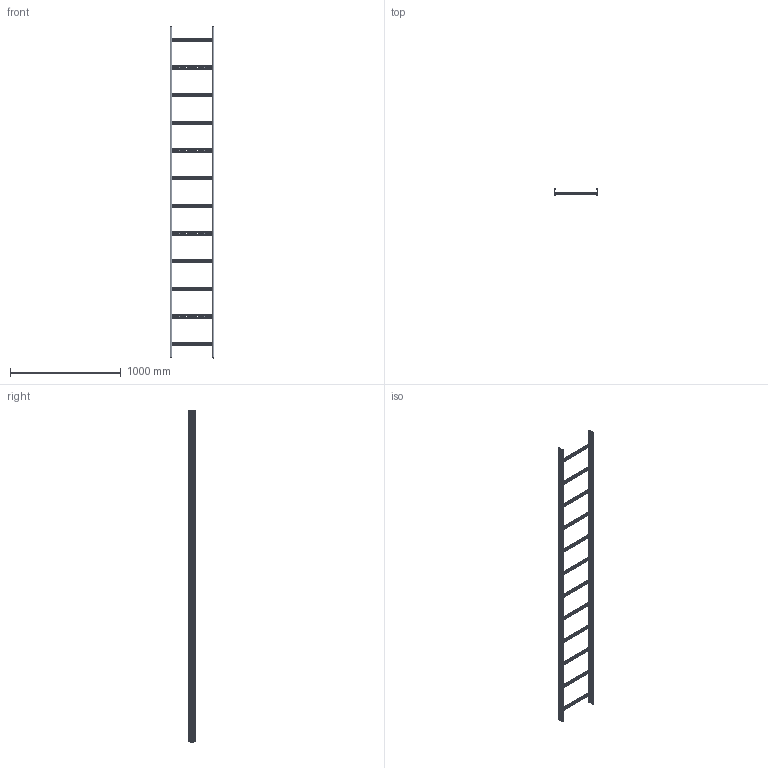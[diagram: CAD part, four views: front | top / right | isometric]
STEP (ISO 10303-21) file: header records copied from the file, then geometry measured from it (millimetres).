
FILE_DESCRIPTION (( 'STEP AP203' ), '1' );
FILE_NAME ('10-02-2220.STEP', '2013-05-02T07:04:31', ( 'asennus' ), ( '' ), 'SwSTEP 2.0', 'SolidWorks 2013', '' );
FILE_SCHEMA (( 'CONFIG_CONTROL_DESIGN' ));
Products named in the file (1): 10-02-2220
Bounding box: 397 x 60 x 3000 mm (x, y, z)
Volume: 889579.8 mm3; surface area: 1810964.5 mm2
Topology: 14 solids, 14 shells, 2036 faces, 5752 edges, 3744 vertices
Faces by surface type: plane 1076, cylinder 960
Entity records: 69839 total; most frequent: CARTESIAN_POINT 19333, ORIENTED_EDGE 11504, DIRECTION 9346, EDGE_CURVE 5752, VERTEX_POINT 3744, LINE 3256, VECTOR 3256, AXIS2_PLACEMENT_3D 3045
